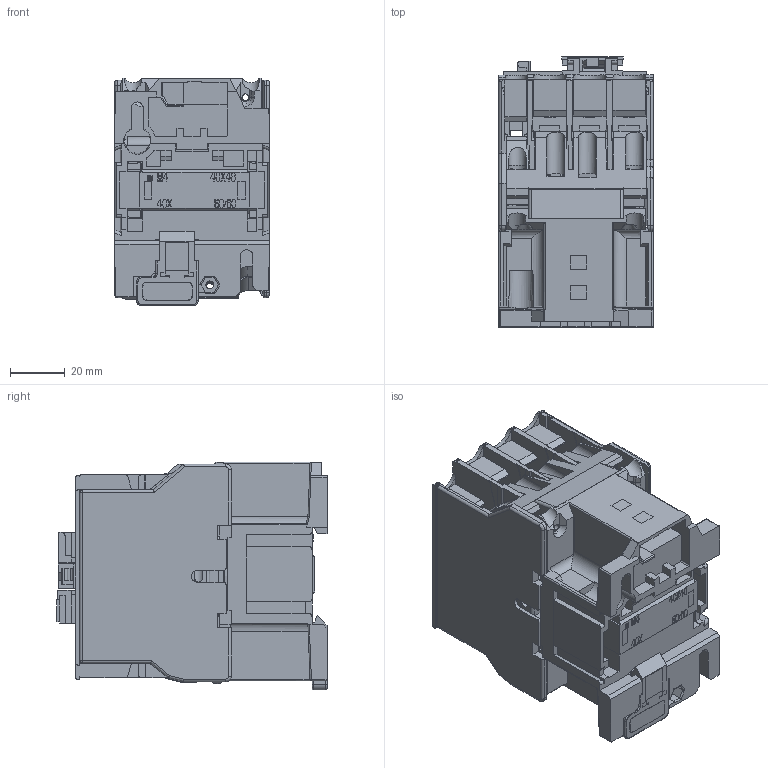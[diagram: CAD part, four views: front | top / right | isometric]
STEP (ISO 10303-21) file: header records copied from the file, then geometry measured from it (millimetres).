
FILE_DESCRIPTION((''),'2;1');
FILE_NAME('NC1-32','2020-08-19T',('zhengmc'),(''),'CREO PARAMETRIC BY PTC INC, 2015480','CREO PARAMETRIC BY PTC INC, 2015480','');
FILE_SCHEMA(('CONFIG_CONTROL_DESIGN'));
Products named in the file (1): NC1-32
Bounding box: 56.5 x 98.7 x 83.3 mm (x, y, z)
Volume: 136985.1 mm3; surface area: 135112.4 mm2
Topology: 1 solids, 2 shells, 3753 faces, 10911 edges, 7047 vertices
Faces by surface type: plane 3157, cylinder 492, bspline 41, sphere 26, torus 23, cone 14
Entity records: 145736 total; most frequent: CARTESIAN_POINT 30151, ORIENTED_EDGE 21798, DIRECTION 18637, EDGE_CURVE 10899, VECTOR 9493, LINE 9493, VERTEX_POINT 7047, AXIS2_PLACEMENT_3D 4572
